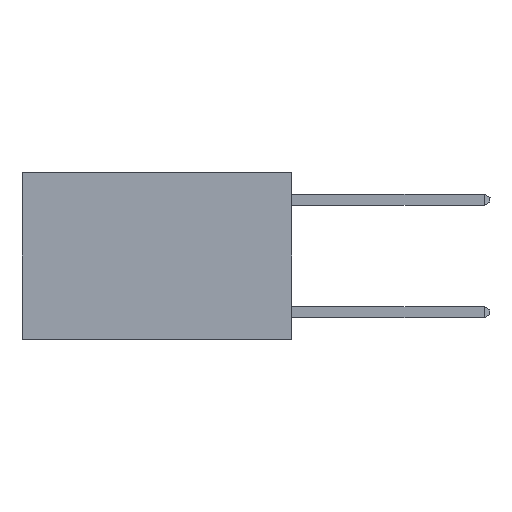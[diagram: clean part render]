
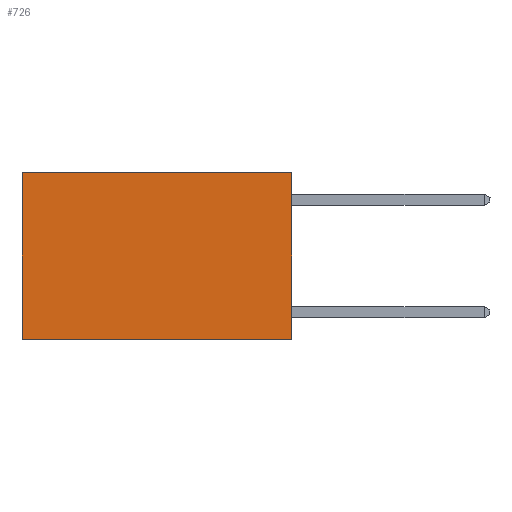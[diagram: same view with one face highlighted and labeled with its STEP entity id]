
A CAD part, left-side view. The second image highlights one B-rep face of the part: STEP entity #726.
In plain terms, the highlighted planar face has unit normal (-1, 0, 0).
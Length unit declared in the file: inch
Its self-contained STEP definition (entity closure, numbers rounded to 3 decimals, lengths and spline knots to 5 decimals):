
#701 = VERTEX_POINT ( 'NONE', #3700 ) ;
#726 = ADVANCED_FACE ( 'NONE', ( #8087 ), #1559, .F. ) ;
#1460 = CARTESIAN_POINT ( 'NONE',  ( 0.2625, 0., 0. ) ) ;
#1559 = PLANE ( 'NONE',  #8931 ) ;
#2206 = ORIENTED_EDGE ( 'NONE', *, *, #12168, .F. ) ;
#2646 = DIRECTION ( 'NONE',  ( 1., 0., 0. ) ) ;
#2760 = CARTESIAN_POINT ( 'NONE',  ( 0.2625, 0.6, 0. ) ) ;
#2906 = LINE ( 'NONE', #12066, #5092 ) ;
#3422 = CARTESIAN_POINT ( 'NONE',  ( 0.2625, 0., -0.37 ) ) ;
#3515 = EDGE_LOOP ( 'NONE', ( #5890, #2206, #8631, #8628 ) ) ;
#3549 = LINE ( 'NONE', #2760, #8683 ) ;
#3700 = CARTESIAN_POINT ( 'NONE',  ( 0.2625, 0.6, 0. ) ) ;
#4577 = CARTESIAN_POINT ( 'NONE',  ( 0.2625, 0., 0. ) ) ;
#5092 = VECTOR ( 'NONE', #13186, 39.37008 ) ;
#5472 = CARTESIAN_POINT ( 'NONE',  ( 0.2625, 0., -0.37 ) ) ;
#5890 = ORIENTED_EDGE ( 'NONE', *, *, #10158, .T. ) ;
#6195 = VECTOR ( 'NONE', #7791, 39.37008 ) ;
#6239 = EDGE_CURVE ( 'NONE', #6924, #9232, #8416, .T. ) ;
#6924 = VERTEX_POINT ( 'NONE', #4577 ) ;
#7791 = DIRECTION ( 'NONE',  ( 0., 1., 0. ) ) ;
#8084 = CARTESIAN_POINT ( 'NONE',  ( 0.2625, 0., 0. ) ) ;
#8087 = FACE_OUTER_BOUND ( 'NONE', #3515, .T. ) ;
#8099 = EDGE_CURVE ( 'NONE', #6924, #701, #2906, .T. ) ;
#8416 = LINE ( 'NONE', #1460, #11057 ) ;
#8628 = ORIENTED_EDGE ( 'NONE', *, *, #8099, .T. ) ;
#8631 = ORIENTED_EDGE ( 'NONE', *, *, #6239, .F. ) ;
#8683 = VECTOR ( 'NONE', #9333, 39.37008 ) ;
#8931 = AXIS2_PLACEMENT_3D ( 'NONE', #8084, #2646, #10353 ) ;
#9119 = DIRECTION ( 'NONE',  ( 0., 0., -1. ) ) ;
#9146 = LINE ( 'NONE', #3422, #6195 ) ;
#9232 = VERTEX_POINT ( 'NONE', #5472 ) ;
#9333 = DIRECTION ( 'NONE',  ( 0., 0., -1. ) ) ;
#9947 = VERTEX_POINT ( 'NONE', #10064 ) ;
#10064 = CARTESIAN_POINT ( 'NONE',  ( 0.2625, 0.6, -0.37 ) ) ;
#10158 = EDGE_CURVE ( 'NONE', #701, #9947, #3549, .T. ) ;
#10353 = DIRECTION ( 'NONE',  ( 0., 0., -1. ) ) ;
#11057 = VECTOR ( 'NONE', #9119, 39.37008 ) ;
#12066 = CARTESIAN_POINT ( 'NONE',  ( 0.2625, 0., 0. ) ) ;
#12168 = EDGE_CURVE ( 'NONE', #9232, #9947, #9146, .T. ) ;
#13186 = DIRECTION ( 'NONE',  ( 0., 1., 0. ) ) ;
